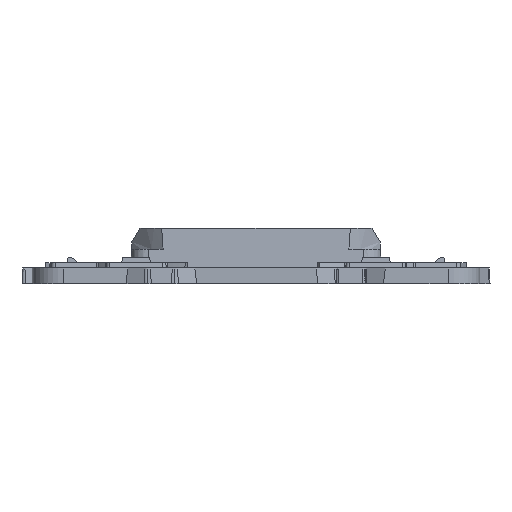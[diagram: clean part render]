
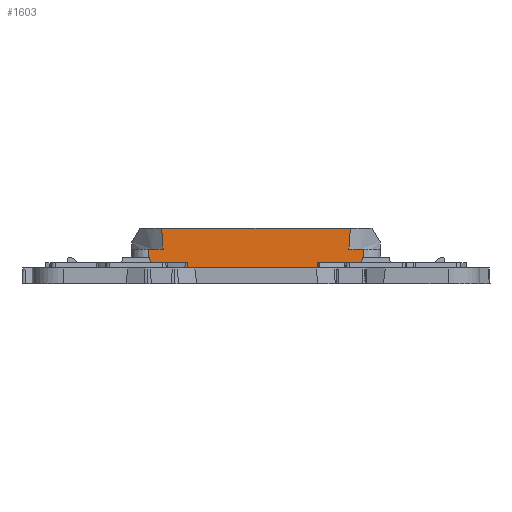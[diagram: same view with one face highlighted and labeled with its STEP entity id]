
A CAD part, left-side view. The second image highlights one B-rep face of the part: STEP entity #1603.
In plain terms, the highlighted planar face has unit normal (-0.999, 0, 0.052).
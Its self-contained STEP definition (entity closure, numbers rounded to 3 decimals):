
#1553=AXIS2_PLACEMENT_3D('Plane Axis2P3D',#1550,#1551,#1552) ;
#1218=CARTESIAN_POINT('Vertex',(-19.712,14.718,5.5)) ;
#1222=CARTESIAN_POINT('Control Point',(-19.712,14.718,5.5)) ;
#1223=CARTESIAN_POINT('Control Point',(-19.654,14.795,6.6)) ;
#1224=CARTESIAN_POINT('Control Point',(-19.596,14.871,7.7)) ;
#1225=CARTESIAN_POINT('Control Point',(-19.539,14.946,8.8)) ;
#1226=CARTESIAN_POINT('Vertex',(-19.539,14.946,8.8)) ;
#1518=CARTESIAN_POINT('Vertex',(-19.539,-14.946,8.8)) ;
#1524=CARTESIAN_POINT('Control Point',(-19.712,-14.718,5.5)) ;
#1525=CARTESIAN_POINT('Control Point',(-19.654,-14.795,6.6)) ;
#1526=CARTESIAN_POINT('Control Point',(-19.596,-14.871,7.7)) ;
#1527=CARTESIAN_POINT('Control Point',(-19.539,-14.946,8.8)) ;
#1528=CARTESIAN_POINT('Vertex',(-19.712,-14.718,5.5)) ;
#1550=CARTESIAN_POINT('Axis2P3D Location',(-20.,13.952,0.)) ;
#1555=CARTESIAN_POINT('Line Origine',(-19.712,0.,5.5)) ;
#1559=CARTESIAN_POINT('Vertex',(-19.712,-17.,5.5)) ;
#1562=CARTESIAN_POINT('Line Origine',(-19.539,0.,8.8)) ;
#1567=CARTESIAN_POINT('Line Origine',(-19.712,0.,5.5)) ;
#1571=CARTESIAN_POINT('Vertex',(-19.712,17.,5.5)) ;
#1574=CARTESIAN_POINT('Line Origine',(-19.769,17.,4.4)) ;
#1578=CARTESIAN_POINT('Vertex',(-20.,17.,0.)) ;
#1581=CARTESIAN_POINT('Line Origine',(-20.,0.,0.)) ;
#1585=CARTESIAN_POINT('Vertex',(-20.,-17.,0.)) ;
#1588=CARTESIAN_POINT('Line Origine',(-19.769,-17.,4.4)) ;
#1551=DIRECTION('Axis2P3D Direction',(-0.999,0.,0.052)) ;
#1552=DIRECTION('Axis2P3D XDirection',(0.,1.,0.)) ;
#1556=DIRECTION('Vector Direction',(0.,1.,0.)) ;
#1563=DIRECTION('Vector Direction',(0.,1.,0.)) ;
#1568=DIRECTION('Vector Direction',(0.,1.,0.)) ;
#1575=DIRECTION('Vector Direction',(-0.052,0.,-0.999)) ;
#1582=DIRECTION('Vector Direction',(0.,1.,0.)) ;
#1589=DIRECTION('Vector Direction',(-0.052,0.,-0.999)) ;
#1557=VECTOR('Line Direction',#1556,1.) ;
#1564=VECTOR('Line Direction',#1563,1.) ;
#1569=VECTOR('Line Direction',#1568,1.) ;
#1576=VECTOR('Line Direction',#1575,1.) ;
#1583=VECTOR('Line Direction',#1582,1.) ;
#1590=VECTOR('Line Direction',#1589,1.) ;
#1594=ORIENTED_EDGE('',*,*,#1561,.T.) ;
#1595=ORIENTED_EDGE('',*,*,#1530,.T.) ;
#1596=ORIENTED_EDGE('',*,*,#1566,.F.) ;
#1597=ORIENTED_EDGE('',*,*,#1228,.F.) ;
#1598=ORIENTED_EDGE('',*,*,#1573,.T.) ;
#1599=ORIENTED_EDGE('',*,*,#1580,.F.) ;
#1600=ORIENTED_EDGE('',*,*,#1587,.F.) ;
#1601=ORIENTED_EDGE('',*,*,#1592,.T.) ;
#1603=ADVANCED_FACE('2565531710.1\\Capot Cde VR RTS Somfy Kephren - 300506',(#1602),#1554,.T.) ;
#1221=B_SPLINE_CURVE_WITH_KNOTS('',3,(#1222,#1223,#1224,#1225),.UNSPECIFIED.,.F.,.U.,(4,4),(0.,4.685),.UNSPECIFIED.) ;
#1523=B_SPLINE_CURVE_WITH_KNOTS('',3,(#1524,#1525,#1526,#1527),.UNSPECIFIED.,.F.,.U.,(4,4),(0.,4.685),.UNSPECIFIED.) ;
#1228=EDGE_CURVE('',#1219,#1227,#1221,.T.) ;
#1530=EDGE_CURVE('',#1529,#1519,#1523,.T.) ;
#1561=EDGE_CURVE('',#1560,#1529,#1558,.T.) ;
#1566=EDGE_CURVE('',#1227,#1519,#1565,.F.) ;
#1573=EDGE_CURVE('',#1219,#1572,#1570,.T.) ;
#1580=EDGE_CURVE('',#1579,#1572,#1577,.F.) ;
#1587=EDGE_CURVE('',#1586,#1579,#1584,.T.) ;
#1592=EDGE_CURVE('',#1586,#1560,#1591,.F.) ;
#1593=EDGE_LOOP('',(#1594,#1595,#1596,#1597,#1598,#1599,#1600,#1601)) ;
#1602=FACE_OUTER_BOUND('',#1593,.T.) ;
#1558=LINE('Line',#1555,#1557) ;
#1565=LINE('Line',#1562,#1564) ;
#1570=LINE('Line',#1567,#1569) ;
#1577=LINE('Line',#1574,#1576) ;
#1584=LINE('Line',#1581,#1583) ;
#1591=LINE('Line',#1588,#1590) ;
#1554=PLANE('',#1553) ;
#1219=VERTEX_POINT('',#1218) ;
#1227=VERTEX_POINT('',#1226) ;
#1519=VERTEX_POINT('',#1518) ;
#1529=VERTEX_POINT('',#1528) ;
#1560=VERTEX_POINT('',#1559) ;
#1572=VERTEX_POINT('',#1571) ;
#1579=VERTEX_POINT('',#1578) ;
#1586=VERTEX_POINT('',#1585) ;
